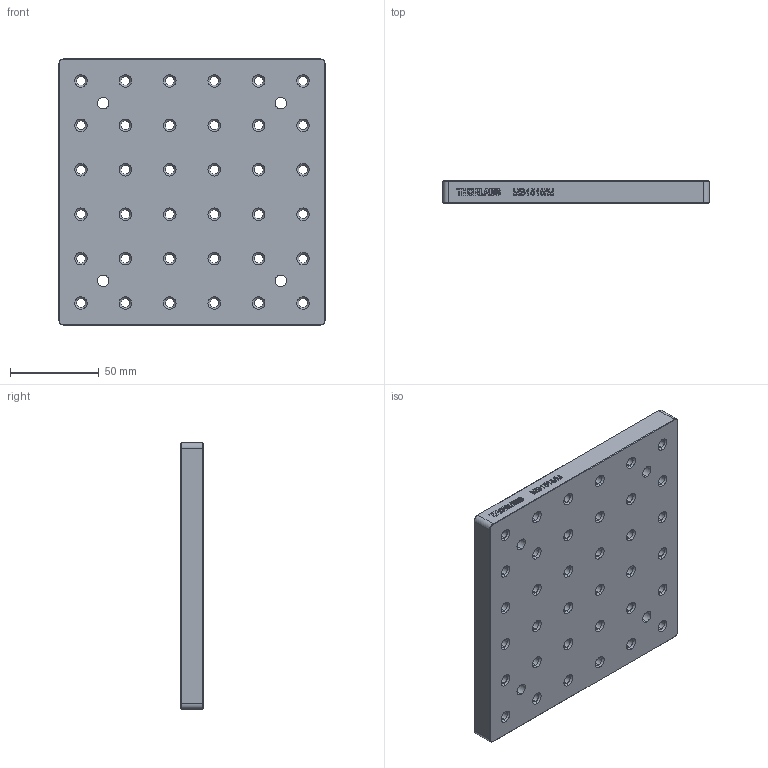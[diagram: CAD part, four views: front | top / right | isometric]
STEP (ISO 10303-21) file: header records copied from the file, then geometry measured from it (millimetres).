
FILE_DESCRIPTION (( 'STEP AP203' ), '1' );
FILE_NAME ('MB1515_M.STEP', '2018-01-19T10:36:28', ( '' ), ( '' ), 'SwSTEP 2.0', 'SolidWorks 2017', '' );
FILE_SCHEMA (( 'CONFIG_CONTROL_DESIGN' ));
Length unit declared in the file: millimetre
Products named in the file (2): MB1515_M - Aluminium Breadboard 150 x 150 x 12.7mm_MB3030_M-1; MB1515_M
Assembly tree (1 placements, depth 2):
  MB1515_M
    MB1515_M - Aluminium Breadboard 150 x 150 x 12.7mm_MB3030_M-1
Bounding box: 150 x 12.7 x 150 mm (x, y, z)
Volume: 272722.6 mm3; surface area: 58663.3 mm2
Topology: 1 solids, 1 shells, 538 faces, 1362 edges, 852 vertices
Faces by surface type: plane 189, cone 160, cylinder 151, bspline 38
Entity records: 18114 total; most frequent: CARTESIAN_POINT 4722, DIRECTION 2756, ORIENTED_EDGE 2724, EDGE_CURVE 1362, AXIS2_PLACEMENT_3D 966, VERTEX_POINT 852, LINE 824, VECTOR 824
